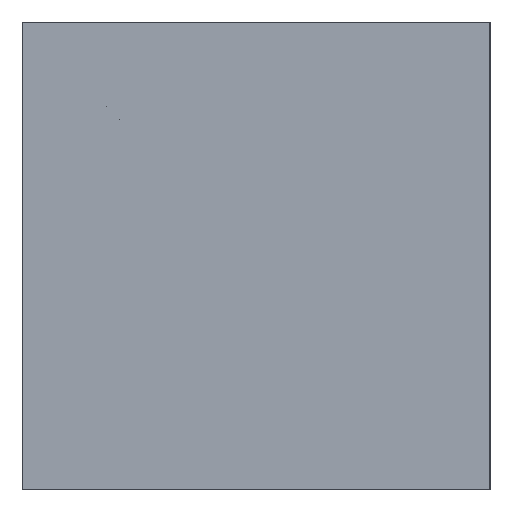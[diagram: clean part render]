
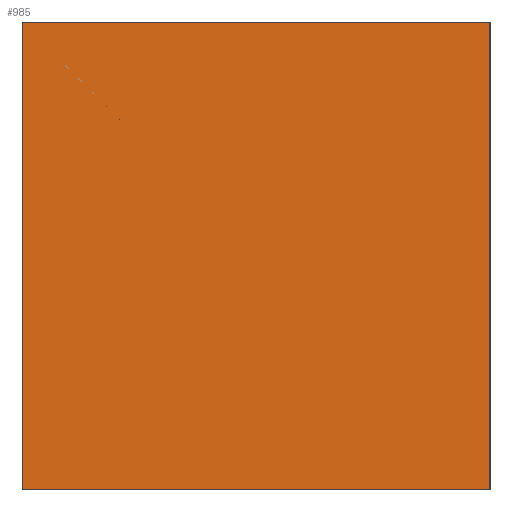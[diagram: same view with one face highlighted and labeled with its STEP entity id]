
A CAD part, left-side view. The second image highlights one B-rep face of the part: STEP entity #985.
In plain terms, the highlighted planar face has unit normal (-1, 0, 0).
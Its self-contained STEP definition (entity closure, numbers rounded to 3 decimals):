
#985=ADVANCED_FACE('',(#2412),#2413,.T.);
#1007=EDGE_CURVE('',#1917,#1757,#2440,.T.);
#1015=EDGE_CURVE('',#1917,#1835,#2450,.T.);
#1055=VERTEX_POINT('',#2496);
#1307=EDGE_CURVE('',#1757,#1055,#2767,.T.);
#1517=EDGE_CURVE('',#1055,#1835,#3002,.T.);
#1757=VERTEX_POINT('',#3270);
#1835=VERTEX_POINT('',#3354);
#1917=VERTEX_POINT('',#3452);
#2412=FACE_OUTER_BOUND('',#4065,.T.);
#2413=PLANE('',#4066);
#2440=LINE('',#4103,#4104);
#2450=LINE('',#4116,#4117);
#2496=CARTESIAN_POINT('',(-47.5,-15.0,30.0));
#2767=LINE('',#4537,#4538);
#3002=LINE('',#4841,#4842);
#3270=CARTESIAN_POINT('',(-47.5,-15.0,0.0));
#3354=CARTESIAN_POINT('',(-47.5,15.0,30.0));
#3452=CARTESIAN_POINT('',(-47.5,15.0,0.0));
#4065=EDGE_LOOP('',(#6118,#6119,#6120,#6121));
#4066=AXIS2_PLACEMENT_3D('',#6122,#6123,#6124);
#4103=CARTESIAN_POINT('',(-47.5,15.0,0.0));
#4104=VECTOR('',#6164,1.0);
#4116=CARTESIAN_POINT('',(-47.5,15.0,0.0));
#4117=VECTOR('',#6184,1.0);
#4537=CARTESIAN_POINT('',(-47.5,-15.0,0.0));
#4538=VECTOR('',#6561,1.0);
#4841=CARTESIAN_POINT('',(-47.5,15.0,30.0));
#4842=VECTOR('',#6882,1.0);
#6118=ORIENTED_EDGE('',*,*,#1517,.T.);
#6119=ORIENTED_EDGE('',*,*,#1015,.F.);
#6120=ORIENTED_EDGE('',*,*,#1007,.T.);
#6121=ORIENTED_EDGE('',*,*,#1307,.T.);
#6122=CARTESIAN_POINT('',(-47.5,-15.0,0.0));
#6123=DIRECTION('',(-1.0,0.0,0.0));
#6124=DIRECTION('',(0.0,0.0,1.0));
#6164=DIRECTION('',(0.0,-1.0,0.0));
#6184=DIRECTION('',(0.0,0.0,1.0));
#6561=DIRECTION('',(0.0,0.0,1.0));
#6882=DIRECTION('',(0.0,1.0,0.0));
